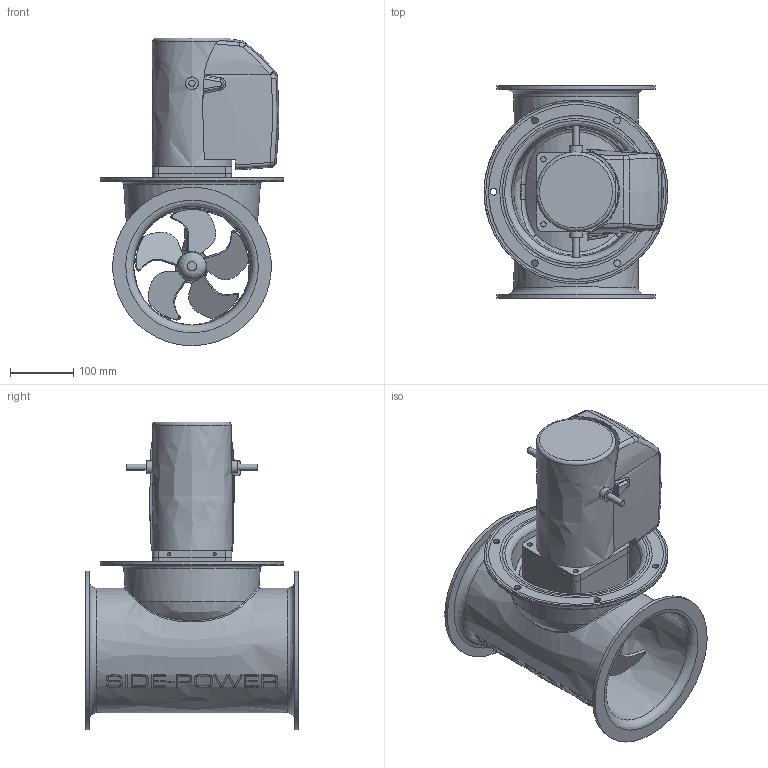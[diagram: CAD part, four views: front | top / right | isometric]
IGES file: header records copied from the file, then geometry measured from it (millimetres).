
Global section: file name: SE60_185mm STERN; native system: Autodesk Inventor 2016; preprocessor: unknown; author: Elvira H.; date: 20160316.124733; units: millimetre
Bounding box: 290 x 335 x 485 mm (x, y, z)
Volume: 7415859.3 mm3; surface area: 988081.9 mm2
Topology: 4 solids, 4 shells, 728 faces, 1861 edges, 1187 vertices
Faces by surface type: bspline 728
